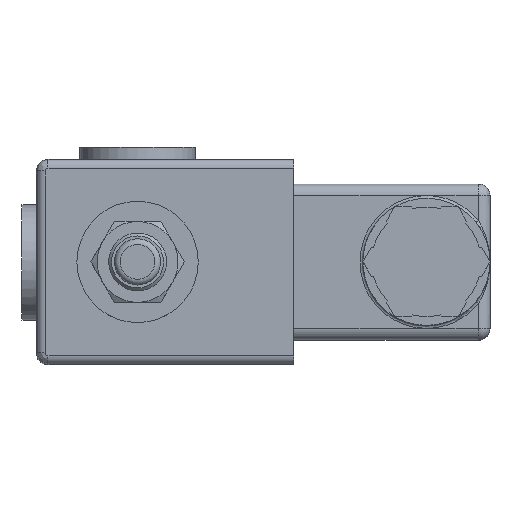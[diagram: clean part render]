
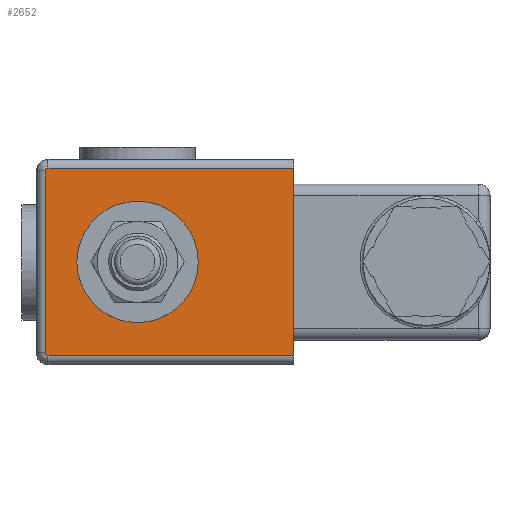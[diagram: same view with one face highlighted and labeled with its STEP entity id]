
A CAD part, top view. The second image highlights one B-rep face of the part: STEP entity #2652.
In plain terms, the highlighted planar face has unit normal (0, 0, 1).
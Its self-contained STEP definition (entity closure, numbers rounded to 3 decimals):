
#182=LINE('',#4397,#341);
#183=LINE('',#4399,#342);
#184=LINE('',#4401,#343);
#185=LINE('',#4405,#344);
#341=VECTOR('',#3443,42.5);
#342=VECTOR('',#3444,32.5);
#343=VECTOR('',#3445,42.5);
#344=VECTOR('',#3448,31.5);
#544=FACE_BOUND('',#828,.T.);
#641=FACE_OUTER_BOUND('',#827,.T.);
#827=EDGE_LOOP('',(#2089,#2090,#2091,#2092,#2093,#2094));
#828=EDGE_LOOP('',(#2095));
#949=CIRCLE('',#2761,10.5);
#1002=CIRCLE('',#2891,0.5);
#1003=CIRCLE('',#2892,0.5);
#1083=VERTEX_POINT('',#3827);
#1205=VERTEX_POINT('',#4395);
#1206=VERTEX_POINT('',#4396);
#1207=VERTEX_POINT('',#4398);
#1208=VERTEX_POINT('',#4400);
#1209=VERTEX_POINT('',#4402);
#1210=VERTEX_POINT('',#4404);
#1325=EDGE_CURVE('',#1083,#1083,#949,.T.);
#1518=EDGE_CURVE('',#1205,#1206,#182,.T.);
#1519=EDGE_CURVE('',#1205,#1207,#183,.T.);
#1520=EDGE_CURVE('',#1208,#1207,#184,.T.);
#1521=EDGE_CURVE('',#1209,#1208,#1002,.T.);
#1522=EDGE_CURVE('',#1210,#1209,#185,.T.);
#1523=EDGE_CURVE('',#1206,#1210,#1003,.T.);
#2089=ORIENTED_EDGE('',*,*,#1518,.F.);
#2090=ORIENTED_EDGE('',*,*,#1519,.T.);
#2091=ORIENTED_EDGE('',*,*,#1520,.F.);
#2092=ORIENTED_EDGE('',*,*,#1521,.F.);
#2093=ORIENTED_EDGE('',*,*,#1522,.F.);
#2094=ORIENTED_EDGE('',*,*,#1523,.F.);
#2095=ORIENTED_EDGE('',*,*,#1325,.T.);
#2540=PLANE('',#2890);
#2652=ADVANCED_FACE('',(#641,#544),#2540,.T.);
#2761=AXIS2_PLACEMENT_3D('',#3828,#3071,#3072);
#2890=AXIS2_PLACEMENT_3D('',#4394,#3441,#3442);
#2891=AXIS2_PLACEMENT_3D('',#4403,#3446,#3447);
#2892=AXIS2_PLACEMENT_3D('',#4406,#3449,#3450);
#3071=DIRECTION('center_axis',(0.,0.,
-1.));
#3072=DIRECTION('ref_axis',(0.,-1.,0.));
#3441=DIRECTION('center_axis',(0.,0.,
1.));
#3442=DIRECTION('ref_axis',(0.,1.,0.));
#3443=DIRECTION('',(-1.,0.,0.));
#3444=DIRECTION('',(0.,1.,0.));
#3445=DIRECTION('',(1.,0.,0.));
#3446=DIRECTION('center_axis',(0.,0.,
-1.));
#3447=DIRECTION('ref_axis',(-0.707,0.707,0.));
#3448=DIRECTION('',(0.,1.,0.));
#3449=DIRECTION('center_axis',(0.,0.,
-1.));
#3450=DIRECTION('ref_axis',(-0.707,-0.707,0.));
#3827=CARTESIAN_POINT('',(0.,8.5,68.4));
#3828=CARTESIAN_POINT('Origin',(0.,-2.,68.4));
#4394=CARTESIAN_POINT('Origin',(27.,-2.,68.4));
#4395=CARTESIAN_POINT('',(27.,-18.25,68.4));
#4396=CARTESIAN_POINT('',(-15.5,-18.25,68.4));
#4397=CARTESIAN_POINT('',(15.696,-18.25,68.4));
#4398=CARTESIAN_POINT('',(27.,14.25,68.4));
#4399=CARTESIAN_POINT('',(27.,-2.,68.4));
#4400=CARTESIAN_POINT('',(-15.5,14.25,68.4));
#4401=CARTESIAN_POINT('',(15.696,14.25,68.4));
#4402=CARTESIAN_POINT('',(-16.,13.75,68.4));
#4403=CARTESIAN_POINT('Origin',(-15.5,13.75,68.4));
#4404=CARTESIAN_POINT('',(-16.,-17.75,68.4));
#4405=CARTESIAN_POINT('',(-16.,-2.,68.4));
#4406=CARTESIAN_POINT('Origin',(-15.5,-17.75,68.4));
